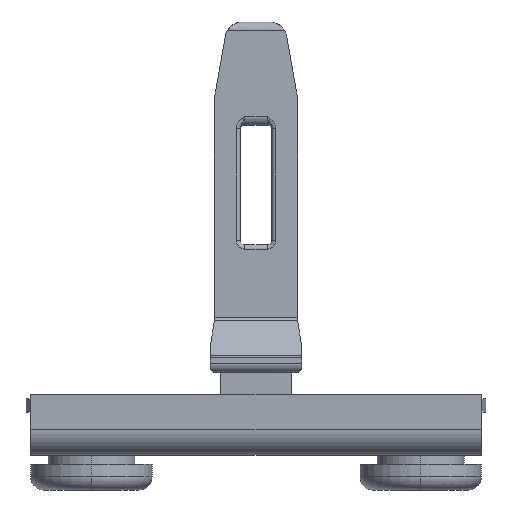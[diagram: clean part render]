
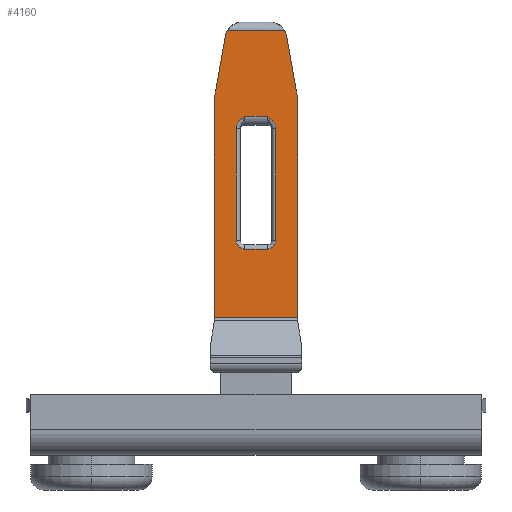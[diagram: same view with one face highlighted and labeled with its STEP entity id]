
A CAD part, front view. The second image highlights one B-rep face of the part: STEP entity #4160.
In plain terms, the highlighted planar face has unit normal (0, -1, 0).
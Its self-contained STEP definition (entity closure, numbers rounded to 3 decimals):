
#1690=CARTESIAN_POINT('',(2.3,-3.,35.686));
#1691=CARTESIAN_POINT('',(2.3,-3.,35.774));
#1692=CARTESIAN_POINT('',(2.279,-3.,35.952));
#1693=CARTESIAN_POINT('',(2.183,-3.,36.226));
#1694=CARTESIAN_POINT('',(2.013,-3.,36.494));
#1695=CARTESIAN_POINT('',(1.783,-3.,36.737));
#1696=CARTESIAN_POINT('',(1.525,-3.,36.941));
#1697=CARTESIAN_POINT('',(1.372,-3.,37.049));
#1698=CARTESIAN_POINT('',(1.3,-3.,37.1));
#1703=DIRECTION('',(-1.,0.,0.));
#1704=VECTOR('',#1703,2.6);
#1705=CARTESIAN_POINT('',(1.3,-3.,37.1));
#1706=LINE('',#1705,#1704);
#1710=CARTESIAN_POINT('',(-1.3,-3.,37.1));
#1711=CARTESIAN_POINT('',(-1.372,-3.,
37.049));
#1712=CARTESIAN_POINT('',(-1.525,-3.,
36.941));
#1713=CARTESIAN_POINT('',(-1.783,-3.,
36.737));
#1714=CARTESIAN_POINT('',(-2.013,-3.,
36.494));
#1715=CARTESIAN_POINT('',(-2.182,-3.,
36.227));
#1716=CARTESIAN_POINT('',(-2.279,-3.,
35.953));
#1717=CARTESIAN_POINT('',(-2.3,-3.,
35.775));
#1718=CARTESIAN_POINT('',(-2.3,-3.,
35.686));
#1723=DIRECTION('',(0.,0.,-1.));
#1724=VECTOR('',#1723,12.886);
#1725=CARTESIAN_POINT('',(-2.3,-3.,
35.686));
#1726=LINE('',#1725,#1724);
#1730=CARTESIAN_POINT('',(-1.3,-3.,22.8));
#1731=DIRECTION('',(0.,-1.,0.));
#1732=DIRECTION('',(-1.,0.,0.));
#1733=AXIS2_PLACEMENT_3D('',#1730,#1731,#1732);
#1738=DIRECTION('',(1.,0.,0.));
#1739=VECTOR('',#1738,2.6);
#1740=CARTESIAN_POINT('',(-1.3,-3.,21.8));
#1741=LINE('',#1740,#1739);
#1745=CARTESIAN_POINT('',(1.3,-3.,22.8));
#1746=DIRECTION('',(0.,-1.,0.));
#1747=DIRECTION('',(0.,0.,-1.));
#1748=AXIS2_PLACEMENT_3D('',#1745,#1746,#1747);
#1753=DIRECTION('',(0.,0.,1.));
#1754=VECTOR('',#1753,12.886);
#1755=CARTESIAN_POINT('',(2.3,-3.,22.8));
#1756=LINE('',#1755,#1754);
#1760=DIRECTION('',(1.,0.,0.));
#1761=VECTOR('',#1760,9.6);
#1762=CARTESIAN_POINT('',(-4.8,-3.,13.878));
#1763=LINE('',#1762,#1761);
#1767=DIRECTION('',(0.,0.,-1.));
#1768=VECTOR('',#1767,24.456);
#1769=CARTESIAN_POINT('',(-4.8,-3.,38.335));
#1770=LINE('',#1769,#1768);
#1774=CARTESIAN_POINT('',(5.2,-3.,38.335));
#1775=DIRECTION('',(0.,-1.,0.));
#1776=DIRECTION('',(-0.985,0.,0.174));
#1777=AXIS2_PLACEMENT_3D('',#1774,#1775,#1776);
#1782=DIRECTION('',(-0.174,0.,-0.985));
#1783=VECTOR('',#1782,6.373);
#1784=CARTESIAN_POINT('',(-3.541,-3.,46.347));
#1785=LINE('',#1784,#1783);
#1789=CARTESIAN_POINT('',(-1.572,-3.,46.));
#1790=DIRECTION('',(0.,1.,0.));
#1791=DIRECTION('',(-0.985,0.,0.174));
#1792=AXIS2_PLACEMENT_3D('',#1789,#1790,#1791);
#1797=DIRECTION('',(-1.,0.,0.));
#1798=VECTOR('',#1797,6.608);
#1799=CARTESIAN_POINT('',(3.304,-3.,47.));
#1800=LINE('',#1799,#1798);
#1804=CARTESIAN_POINT('',(1.572,-3.,46.));
#1805=DIRECTION('',(0.,1.,0.));
#1806=DIRECTION('',(0.866,0.,0.5));
#1807=AXIS2_PLACEMENT_3D('',#1804,#1805,#1806);
#1812=DIRECTION('',(-0.174,0.,0.985));
#1813=VECTOR('',#1812,6.373);
#1814=CARTESIAN_POINT('',(4.648,-3.,40.071));
#1815=LINE('',#1814,#1813);
#1819=CARTESIAN_POINT('',(-5.2,-3.,38.335));
#1820=DIRECTION('',(0.,-1.,0.));
#1821=DIRECTION('',(1.,0.,0.));
#1822=AXIS2_PLACEMENT_3D('',#1819,#1820,#1821);
#1827=DIRECTION('',(0.,0.,-1.));
#1828=VECTOR('',#1827,24.456);
#1829=CARTESIAN_POINT('',(4.8,-3.,38.335));
#1830=LINE('',#1829,#1828);
#1938=CARTESIAN_POINT('',(-1.3,-3.,37.1));
#2646=CARTESIAN_POINT('',(3.304,-3.,47.));
#2647=CARTESIAN_POINT('',(-3.304,-3.,47.));
#2648=VERTEX_POINT('',#2646);
#2649=VERTEX_POINT('',#2647);
#2650=CARTESIAN_POINT('',(-3.541,-3.,46.347));
#2652=VERTEX_POINT('',#2650);
#2654=CARTESIAN_POINT('',(3.541,-3.,46.347));
#2656=VERTEX_POINT('',#2654);
#2694=CARTESIAN_POINT('',(-4.648,-3.,40.071));
#2695=VERTEX_POINT('',#2694);
#2696=CARTESIAN_POINT('',(-4.8,-3.,38.335));
#2697=VERTEX_POINT('',#2696);
#2702=CARTESIAN_POINT('',(4.8,-3.,38.335));
#2703=VERTEX_POINT('',#2702);
#2704=CARTESIAN_POINT('',(4.648,-3.,40.071));
#2705=VERTEX_POINT('',#2704);
#2738=CARTESIAN_POINT('',(-4.8,-3.,13.878));
#2739=CARTESIAN_POINT('',(4.8,-3.,13.878));
#2740=VERTEX_POINT('',#2738);
#2741=VERTEX_POINT('',#2739);
#2833=VERTEX_POINT('',#1690);
#2834=VERTEX_POINT('',#1698);
#2838=CARTESIAN_POINT('',(2.3,-3.,22.8));
#2839=VERTEX_POINT('',#2838);
#2844=CARTESIAN_POINT('',(-1.3,-3.,21.8));
#2845=CARTESIAN_POINT('',(1.3,-3.,21.8));
#2846=VERTEX_POINT('',#2844);
#2847=VERTEX_POINT('',#2845);
#2852=CARTESIAN_POINT('',(-2.3,-3.,
35.686));
#2853=CARTESIAN_POINT('',(-2.3,-3.,22.8));
#2854=VERTEX_POINT('',#2852);
#2855=VERTEX_POINT('',#2853);
#2856=VERTEX_POINT('',#1938);
#4123=CARTESIAN_POINT('',(0.,-3.,7.6));
#4124=DIRECTION('',(0.,-1.,0.));
#4125=DIRECTION('',(1.,0.,0.));
#4126=AXIS2_PLACEMENT_3D('',#4123,#4124,#4125);
#4127=PLANE('',#4126);
#4129=ORIENTED_EDGE('',*,*,#4128,.F.);
#4130=ORIENTED_EDGE('',*,*,#3967,.F.);
#4131=ORIENTED_EDGE('',*,*,#3994,.F.);
#4132=ORIENTED_EDGE('',*,*,#4023,.F.);
#4133=ORIENTED_EDGE('',*,*,#4047,.T.);
#4134=ORIENTED_EDGE('',*,*,#4080,.F.);
#4135=ORIENTED_EDGE('',*,*,#4106,.T.);
#4136=ORIENTED_EDGE('',*,*,#3667,.F.);
#4137=ORIENTED_EDGE('',*,*,#3701,.F.);
#4139=ORIENTED_EDGE('',*,*,#4138,.T.);
#4140=EDGE_LOOP('',(#4129,#4130,#4131,#4132,#4133,#4134,#4135,#4136,#4137,
#4139));
#4141=FACE_OUTER_BOUND('',#4140,.F.);
#4143=ORIENTED_EDGE('',*,*,#4142,.T.);
#4145=ORIENTED_EDGE('',*,*,#4144,.T.);
#4147=ORIENTED_EDGE('',*,*,#4146,.T.);
#4149=ORIENTED_EDGE('',*,*,#4148,.T.);
#4151=ORIENTED_EDGE('',*,*,#4150,.T.);
#4153=ORIENTED_EDGE('',*,*,#4152,.T.);
#4155=ORIENTED_EDGE('',*,*,#4154,.T.);
#4157=ORIENTED_EDGE('',*,*,#4156,.T.);
#4158=EDGE_LOOP('',(#4143,#4145,#4147,#4149,#4151,#4153,#4155,#4157));
#4159=FACE_BOUND('',#4158,.F.);
#4160=ADVANCED_FACE('',(#4141,#4159),#4127,.T.);
#1699=B_SPLINE_CURVE_WITH_KNOTS('',3,(#1690,#1691,#1692,#1693,#1694,#1695,#1696,
#1697,#1698),.UNSPECIFIED.,.F.,.F.,(4,1,1,1,1,1,4),(0.,0.167,
0.333,0.5,0.667,0.833,1.),
.UNSPECIFIED.);
#1719=B_SPLINE_CURVE_WITH_KNOTS('',3,(#1710,#1711,#1712,#1713,#1714,#1715,#1716,
#1717,#1718),.UNSPECIFIED.,.F.,.F.,(4,1,1,1,1,1,4),(0.,0.167,
0.333,0.5,0.667,0.833,1.),
.UNSPECIFIED.);
#1734=CIRCLE('',#1733,1.);
#1749=CIRCLE('',#1748,1.);
#1778=CIRCLE('',#1777,10.);
#1793=CIRCLE('',#1792,2.);
#1808=CIRCLE('',#1807,2.);
#1823=CIRCLE('',#1822,10.);
#3667=EDGE_CURVE('',#2705,#2656,#1815,.T.);
#3701=EDGE_CURVE('',#2703,#2705,#1823,.T.);
#3967=EDGE_CURVE('',#2697,#2740,#1770,.T.);
#3994=EDGE_CURVE('',#2695,#2697,#1778,.T.);
#4023=EDGE_CURVE('',#2652,#2695,#1785,.T.);
#4047=EDGE_CURVE('',#2652,#2649,#1793,.T.);
#4080=EDGE_CURVE('',#2648,#2649,#1800,.T.);
#4106=EDGE_CURVE('',#2648,#2656,#1808,.T.);
#4128=EDGE_CURVE('',#2740,#2741,#1763,.T.);
#4138=EDGE_CURVE('',#2703,#2741,#1830,.T.);
#4142=EDGE_CURVE('',#2833,#2834,#1699,.T.);
#4144=EDGE_CURVE('',#2834,#2856,#1706,.T.);
#4146=EDGE_CURVE('',#2856,#2854,#1719,.T.);
#4148=EDGE_CURVE('',#2854,#2855,#1726,.T.);
#4150=EDGE_CURVE('',#2855,#2846,#1734,.T.);
#4152=EDGE_CURVE('',#2846,#2847,#1741,.T.);
#4154=EDGE_CURVE('',#2847,#2839,#1749,.T.);
#4156=EDGE_CURVE('',#2839,#2833,#1756,.T.);
